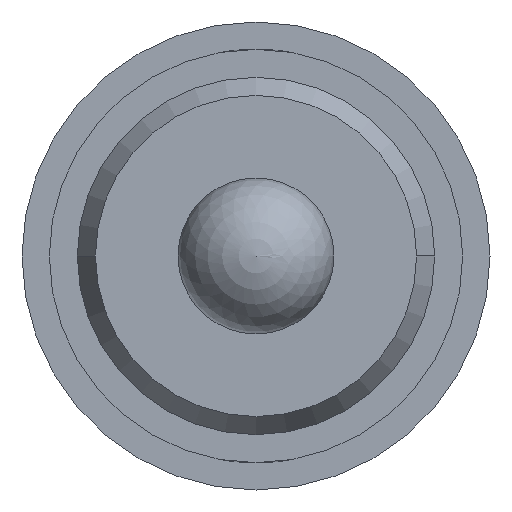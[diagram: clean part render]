
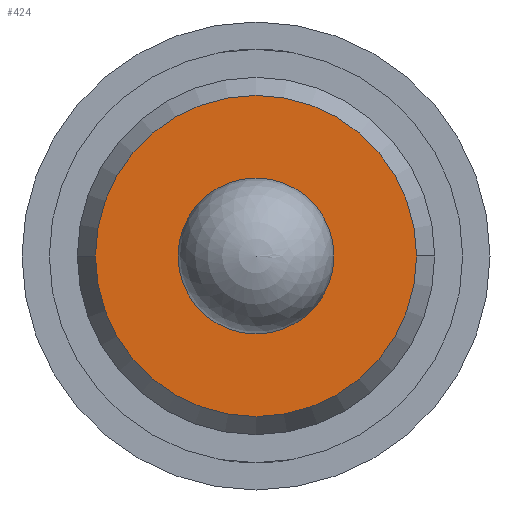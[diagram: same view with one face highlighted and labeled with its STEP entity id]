
A CAD part, front view. The second image highlights one B-rep face of the part: STEP entity #424.
In plain terms, the highlighted planar face has unit normal (0, -1, 0).
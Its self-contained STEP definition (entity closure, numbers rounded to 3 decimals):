
#63 = DIRECTION ( 'NONE',  ( 0., -1., 0. ) ) ;
#104 = DIRECTION ( 'NONE',  ( 0., 0., -1. ) ) ;
#209 = CIRCLE ( 'NONE', #1094, 0.5 ) ;
#233 = ORIENTED_EDGE ( 'NONE', *, *, #2678, .T. ) ;
#243 = EDGE_LOOP ( 'NONE', ( #3358, #233 ) ) ;
#265 = EDGE_CURVE ( 'Defeature ausgef�hrt1_17+Defeature ausgef�hrt1_14+Defeature ausgef�hrt1_14+Defeature ausgef�hrt1_14', #2226, #3235, #209, .T. ) ;
#424 = ADVANCED_FACE ( 'Defeature ausgef�hrt1_17', ( #1417, #1105 ), #3534, .T. ) ;
#445 = DIRECTION ( 'NONE',  ( 0., 1., 0. ) ) ;
#648 = AXIS2_PLACEMENT_3D ( 'NONE', #3832, #63, #5070 ) ;
#829 = CARTESIAN_POINT ( 'NONE',  ( 0., -28.6, 0. ) ) ;
#1094 = AXIS2_PLACEMENT_3D ( 'NONE', #829, #4616, #2931 ) ;
#1105 = FACE_OUTER_BOUND ( 'NONE', #243, .T. ) ;
#1158 = EDGE_CURVE ( 'Defeature ausgef�hrt1_17+Defeature ausgef�hrt1_16+Defeature ausgef�hrt1_16+Defeature ausgef�hrt1_16', #3735, #3751, #3500, .T. ) ;
#1417 = FACE_BOUND ( 'NONE', #5153, .T. ) ;
#1656 = AXIS2_PLACEMENT_3D ( 'NONE', #3191, #2811, #1933 ) ;
#1742 = ORIENTED_EDGE ( 'NONE', *, *, #265, .T. ) ;
#1862 = DIRECTION ( 'NONE',  ( 1., 0., 0. ) ) ;
#1933 = DIRECTION ( 'NONE',  ( 1., 0., 0. ) ) ;
#2059 = CARTESIAN_POINT ( 'NONE',  ( -1.03, -28.6, 0. ) ) ;
#2107 = CARTESIAN_POINT ( 'NONE',  ( 1.03, -28.6, 0. ) ) ;
#2226 = VERTEX_POINT ( 'NONE', #2598 ) ;
#2483 = CIRCLE ( 'NONE', #4122, 0.5 ) ;
#2557 = ORIENTED_EDGE ( 'NONE', *, *, #5085, .T. ) ;
#2598 = CARTESIAN_POINT ( 'NONE',  ( 0., -28.6, -0.5 ) ) ;
#2678 = EDGE_CURVE ( 'Defeature ausgef�hrt1_17+Defeature ausgef�hrt1_16+Defeature ausgef�hrt1_16+Defeature ausgef�hrt1_16', #3751, #3735, #5173, .T. ) ;
#2811 = DIRECTION ( 'NONE',  ( 0., -1., 0. ) ) ;
#2852 = AXIS2_PLACEMENT_3D ( 'NONE', #3958, #3581, #1862 ) ;
#2931 = DIRECTION ( 'NONE',  ( 0., 0., -1. ) ) ;
#3191 = CARTESIAN_POINT ( 'NONE',  ( -1.145, -28.6, 0. ) ) ;
#3235 = VERTEX_POINT ( 'NONE', #4489 ) ;
#3358 = ORIENTED_EDGE ( 'NONE', *, *, #1158, .T. ) ;
#3500 = CIRCLE ( 'NONE', #2852, 1.03 ) ;
#3534 = PLANE ( 'NONE',  #1656 ) ;
#3581 = DIRECTION ( 'NONE',  ( 0., -1., 0. ) ) ;
#3735 = VERTEX_POINT ( 'NONE', #2059 ) ;
#3751 = VERTEX_POINT ( 'NONE', #2107 ) ;
#3832 = CARTESIAN_POINT ( 'NONE',  ( 0., -28.6, 0. ) ) ;
#3958 = CARTESIAN_POINT ( 'NONE',  ( 0., -28.6, 0. ) ) ;
#4122 = AXIS2_PLACEMENT_3D ( 'NONE', #5111, #445, #104 ) ;
#4489 = CARTESIAN_POINT ( 'NONE',  ( 0., -28.6, 0.5 ) ) ;
#4616 = DIRECTION ( 'NONE',  ( 0., 1., 0. ) ) ;
#5070 = DIRECTION ( 'NONE',  ( 1., 0., 0. ) ) ;
#5085 = EDGE_CURVE ( 'Defeature ausgef�hrt1_17+Defeature ausgef�hrt1_14+Defeature ausgef�hrt1_14+Defeature ausgef�hrt1_14', #3235, #2226, #2483, .T. ) ;
#5111 = CARTESIAN_POINT ( 'NONE',  ( 0., -28.6, 0. ) ) ;
#5153 = EDGE_LOOP ( 'NONE', ( #2557, #1742 ) ) ;
#5173 = CIRCLE ( 'NONE', #648, 1.03 ) ;
